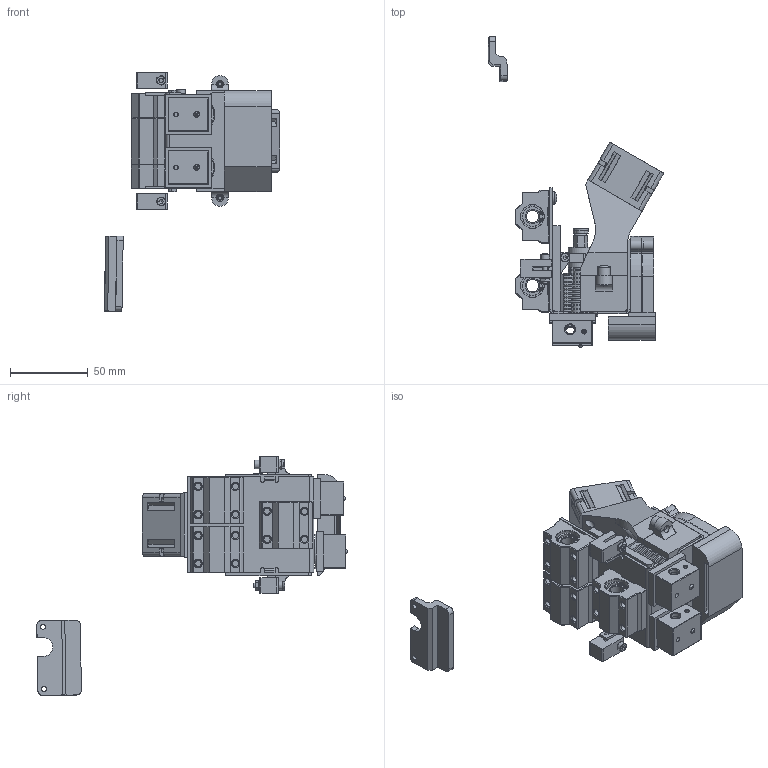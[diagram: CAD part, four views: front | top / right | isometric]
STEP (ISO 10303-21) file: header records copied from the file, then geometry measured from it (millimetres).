
FILE_DESCRIPTION (( 'STEP AP203' ), '1' );
FILE_NAME ('Dual-hot-end-assembly.STEP', '2017-09-03T21:08:42', ( '' ), ( '' ), 'SwSTEP 2.0', 'SolidWorks 2017', '' );
FILE_SCHEMA (( 'CONFIG_CONTROL_DESIGN' ));
Length unit declared in the file: millimetre
Products named in the file (38): pan head cross recess screw_bsi_BS EN ISO 7045 - M4 x 12 - Z - 12N; Copy of TFB0412EHN.prt^TFB0412EHN; 4mm M5 male Push In^E3D.V6-1.75mm_0.3Nozzle_wPushIn_Bowden; lower-manifold_a3; Upgrade-block; TFB0412EHN; glove-E3D; Nozzle 0.3mm^E3D.V6-1.75mm_0.3Nozzle_wPushIn_Bowden_D‚faut; Motor-block; GT2-clamp; cooling_manifold_a2; SC8UU Block bearing; glove_top; Heater_Block^E3D.V6-1.75mm_0.3Nozzle_wPushIn_Bowden_D‚faut; socket head cap screw_iso_ISO 4762 M3 x 16 - 16N; Slide-adjust_adjustable; turbine___ _________; E3D.V6-1.75mm_0.3Nozzle_D‚faut; Heatbreak^E3D.V6-1.75mm_0.3Nozzle_wPushIn_Bowden_D‚faut; hex nut style 1 gradeab_iso_ISO - 4032 - M3 - W - N; Slide-adjust; top___ _________; Copy of blade.prt^Copy of TFB0412EHN.prt_TFB0412EHN; Heatsink^E3D.V6-1.75mm_0.3Nozzle_wPushIn_Bowden_D‚faut; socket button head screw_bsi_BS EN ISO 7380 - M3 x 10 - 10N; socket head cap screw_bsi_BS EN ISO 4762 M3 x 12 - 12N; bottom___ _________; Copy of bearing.prt^Copy of TFB0412EHN.prt_TFB0412EHN; Bronse fitting^4mm M5 male Push In_E3D.V6-1.75mm_0.3Nozzle_wPushIn_Bowden_D‚faut; Dual-hot-end-assembly; socket head cap screw_bsi_BS EN ISO 4762 M3 x 20 - 20N; Radial-Cooling-Fan-5015-DC12V___ _________; Copy of mid1.prt^Copy of TFB0412EHN.prt_TFB0412EHN; Bushing^4mm M5 male Push In_E3D.V6-1.75mm_0.3Nozzle_wPushIn_Bowden_D‚faut; plain washer form a_bsi_Bright washer BS 4320 - M3 (Form A); Back-plate; Copy of body1.prt^Copy of TFB0412EHN.prt_TFB0412EHN; Push-In^4mm M5 male Push In_E3D.V6-1.75mm_0.3Nozzle_wPushIn_Bowden_D‚faut
Assembly tree (53 placements, depth 4):
  Dual-hot-end-assembly
    E3D.V6-1.75mm_0.3Nozzle_D‚faut  x2
      Nozzle 0.3mm^E3D.V6-1.75mm_0.3Nozzle_wPushIn_Bowden_D‚faut
      Heater_Block^E3D.V6-1.75mm_0.3Nozzle_wPushIn_Bowden_D‚faut
      Heatbreak^E3D.V6-1.75mm_0.3Nozzle_wPushIn_Bowden_D‚faut
      Heatsink^E3D.V6-1.75mm_0.3Nozzle_wPushIn_Bowden_D‚faut
      4mm M5 male Push In^E3D.V6-1.75mm_0.3Nozzle_wPushIn_Bowden
        Bronse fitting^4mm M5 male Push In_E3D.V6-1.75mm_0.3Nozzle_wPushIn_Bowden_D‚faut
        Bushing^4mm M5 male Push In_E3D.V6-1.75mm_0.3Nozzle_wPushIn_Bowden_D‚faut
        Push-In^4mm M5 male Push In_E3D.V6-1.75mm_0.3Nozzle_wPushIn_Bowden_D‚faut
      glove-E3D
      glove_top
    TFB0412EHN
      Copy of TFB0412EHN.prt^TFB0412EHN
        Copy of blade.prt^Copy of TFB0412EHN.prt_TFB0412EHN
        Copy of bearing.prt^Copy of TFB0412EHN.prt_TFB0412EHN  x2
        Copy of mid1.prt^Copy of TFB0412EHN.prt_TFB0412EHN
        Copy of body1.prt^Copy of TFB0412EHN.prt_TFB0412EHN
    SC8UU Block bearing  x3
    Radial-Cooling-Fan-5015-DC12V___ _________
      turbine___ _________
      top___ _________
      bottom___ _________
    Back-plate
    pan head cross recess screw_bsi_BS EN ISO 7045 - M4 x 12 - Z - 12N  x9
    Upgrade-block
    cooling_manifold_a2
    Slide-adjust_adjustable
    Slide-adjust
    socket head cap screw_bsi_BS EN ISO 4762 M3 x 12 - 12N
    socket head cap screw_bsi_BS EN ISO 4762 M3 x 20 - 20N
    plain washer form a_bsi_Bright washer BS 4320 - M3 (Form A)
    Motor-block
    lower-manifold_a3
    GT2-clamp  x2
    socket head cap screw_iso_ISO 4762 M3 x 16 - 16N  x2
    hex nut style 1 gradeab_iso_ISO - 4032 - M3 - W - N  x2
    socket button head screw_bsi_BS EN ISO 7380 - M3 x 10 - 10N  x2
Bounding box: 112.68 x 199.24 x 153.26 mm (x, y, z)
Volume: 206675.9 mm3; surface area: 184162.3 mm2
Topology: 70 solids, 70 shells, 2793 faces, 6873 edges, 4362 vertices
Faces by surface type: plane 1631, cylinder 695, cone 244, bspline 138, torus 56, sphere 29
Full cylindrical faces by diameter (mm): 1 x2, 1.4 x12, 2 x10, 2.05 x2, 2.5 x8, 2.8 x2, 3 x13, 3.2 x16, 3.5 x8, 3.564 x2, 3.6 x2, 4 x27, 4.2 x4, 4.3 x9, 4.5 x4, 4.8 x7, 5 x29, 5.5 x6, 5.6 x4, 5.65 x2, 5.7 x2, 6 x8, 6.5 x2, 7 x7, 8 x20, 8.7 x1, 9 x3, 9.4 x6, 12 x2, 12.8 x6
Entity records: 68416 total; most frequent: CARTESIAN_POINT 22562, DIRECTION 8562, ORIENTED_EDGE 8300, EDGE_CURVE 4150, AXIS2_PLACEMENT_3D 3193, VERTEX_POINT 2787, EDGE_LOOP 2269, LINE 2176
